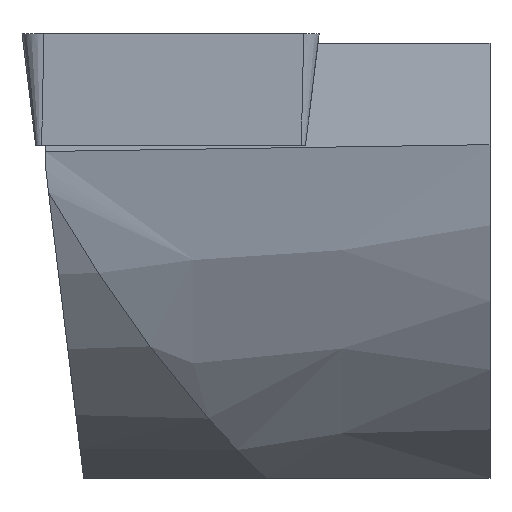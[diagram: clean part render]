
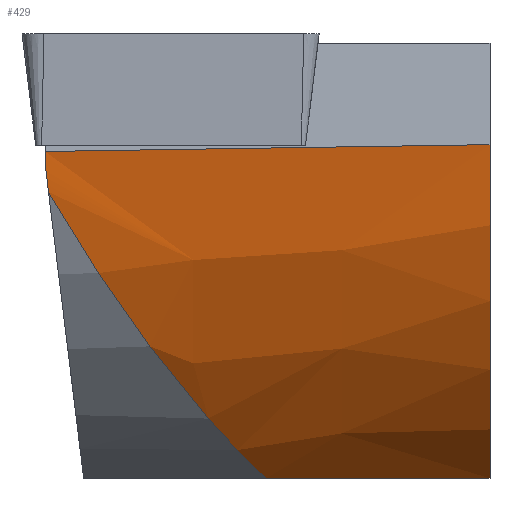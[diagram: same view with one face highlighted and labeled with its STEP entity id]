
A CAD part, front view. The second image highlights one B-rep face of the part: STEP entity #429.
In plain terms, the highlighted conical face has half-angle 10 degrees and reference radius 12.25 mm.
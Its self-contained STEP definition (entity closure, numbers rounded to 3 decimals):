
#96=ELLIPSE('',#1020,12.31,12.215);
#102=B_SPLINE_CURVE_WITH_KNOTS('',3,(#1314,#1315,#1316,#1317),
 .UNSPECIFIED.,.F.,.F.,(4,4),(0.,1.),.UNSPECIFIED.);
#103=B_SPLINE_CURVE_WITH_KNOTS('',3,(#1339,#1340,#1341,#1342),
 .UNSPECIFIED.,.F.,.F.,(4,4),(0.,1.),.UNSPECIFIED.);
#104=B_SPLINE_CURVE_WITH_KNOTS('',3,(#1414,#1415,#1416,#1417),
 .UNSPECIFIED.,.F.,.F.,(4,4),(0.,1.),.UNSPECIFIED.);
#429=ADVANCED_FACE('',(#465),#434,.T.);
#434=CONICAL_SURFACE('',#1031,12.25,10.);
#465=FACE_OUTER_BOUND('',#504,.T.);
#504=EDGE_LOOP('',(#795,#796,#797,#798,#799,#800));
#795=ORIENTED_EDGE('',*,*,#901,.T.);
#796=ORIENTED_EDGE('',*,*,#907,.T.);
#797=ORIENTED_EDGE('',*,*,#943,.T.);
#798=ORIENTED_EDGE('',*,*,#948,.F.);
#799=ORIENTED_EDGE('',*,*,#912,.T.);
#800=ORIENTED_EDGE('',*,*,#925,.F.);
#831=VERTEX_POINT('',#1318);
#832=VERTEX_POINT('',#1319);
#837=VERTEX_POINT('',#1331);
#840=VERTEX_POINT('',#1343);
#841=VERTEX_POINT('',#1344);
#860=VERTEX_POINT('',#1404);
#901=EDGE_CURVE('',#831,#832,#102,.T.);
#907=EDGE_CURVE('',#832,#837,#962,.T.);
#912=EDGE_CURVE('',#840,#841,#103,.T.);
#925=EDGE_CURVE('',#831,#841,#966,.T.);
#943=EDGE_CURVE('',#837,#860,#96,.T.);
#948=EDGE_CURVE('',#840,#860,#104,.T.);
#962=CIRCLE('',#999,12.163);
#966=CIRCLE('',#1008,10.487);
#999=AXIS2_PLACEMENT_3D('',#1330,#1115,#1116);
#1008=AXIS2_PLACEMENT_3D('',#1367,#1145,#1146);
#1020=AXIS2_PLACEMENT_3D('',#1403,#1182,#1183);
#1031=AXIS2_PLACEMENT_3D('',#1426,#1210,#1211);
#1115=DIRECTION('',(1.,0.,0.));
#1116=DIRECTION('',(0.,-1.,0.));
#1145=DIRECTION('',(1.,0.,0.));
#1146=DIRECTION('',(0.,0.,-1.));
#1182=DIRECTION('',(0.993,0.,0.122));
#1183=DIRECTION('',(-0.122,0.,0.993));
#1210=DIRECTION('',(-1.,0.,0.));
#1211=DIRECTION('',(0.,0.,-1.));
#1314=CARTESIAN_POINT('',(10.,2.183,-2.371));
#1315=CARTESIAN_POINT('',(6.831,1.624,-2.421));
#1316=CARTESIAN_POINT('',(3.662,1.065,-2.469));
#1317=CARTESIAN_POINT('',(0.492,0.507,-2.516));
#1318=CARTESIAN_POINT('',(10.,2.183,-2.371));
#1319=CARTESIAN_POINT('',(0.492,0.507,-2.516));
#1330=CARTESIAN_POINT('',(0.492,12.502,-0.5));
#1331=CARTESIAN_POINT('',(0.492,0.554,-2.778));
#1339=CARTESIAN_POINT('',(5.217,5.619,-9.5));
#1340=CARTESIAN_POINT('',(6.822,6.085,-9.5));
#1341=CARTESIAN_POINT('',(8.42,6.576,-9.5));
#1342=CARTESIAN_POINT('',(10.,7.119,-9.5));
#1343=CARTESIAN_POINT('',(5.217,5.619,-9.5));
#1344=CARTESIAN_POINT('',(10.,7.119,-9.5));
#1367=CARTESIAN_POINT('',(10.,12.502,-0.5));
#1403=CARTESIAN_POINT('',(0.18,12.502,-0.235));
#1404=CARTESIAN_POINT('',(0.567,0.699,-3.383));
#1414=CARTESIAN_POINT('',(5.217,5.619,-9.5));
#1415=CARTESIAN_POINT('',(3.683,3.316,-8.079));
#1416=CARTESIAN_POINT('',(2.065,1.598,-5.951));
#1417=CARTESIAN_POINT('',(0.567,0.699,-3.383));
#1426=CARTESIAN_POINT('',(0.,12.502,-0.5));
